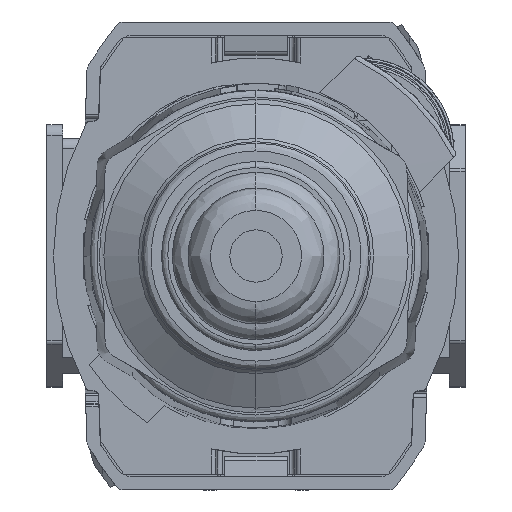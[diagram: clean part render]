
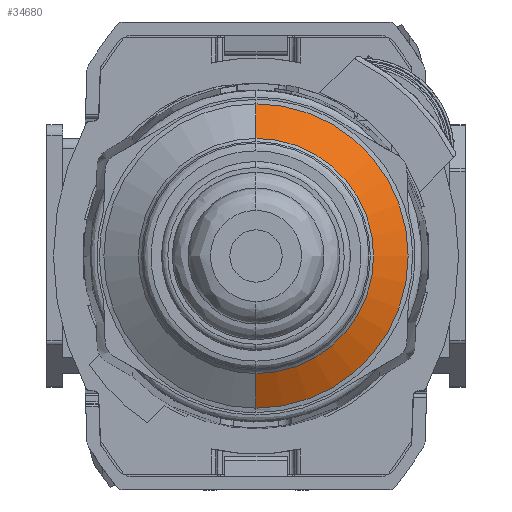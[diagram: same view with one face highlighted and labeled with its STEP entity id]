
A CAD part, front view. The second image highlights one B-rep face of the part: STEP entity #34680.
In plain terms, the highlighted conical face has half-angle 60 degrees and reference radius 16.907 mm.
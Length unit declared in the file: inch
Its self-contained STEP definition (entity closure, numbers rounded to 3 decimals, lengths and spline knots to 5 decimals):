
#474 = DIRECTION ( 'NONE',  ( 0., 1., 0. ) ) ;
#1095 = DIRECTION ( 'NONE',  ( 0., 0., -1. ) ) ;
#2157 = AXIS2_PLACEMENT_3D ( 'NONE', #23737, #474, #9727 ) ;
#3319 = ORIENTED_EDGE ( 'NONE', *, *, #25455, .T. ) ;
#5317 = CARTESIAN_POINT ( 'NONE',  ( 0., -3.78452, 0.51452 ) ) ;
#5835 = CIRCLE ( 'NONE', #33107, 0.51452 ) ;
#7617 = DIRECTION ( 'NONE',  ( 0., 0.5, -0.866 ) ) ;
#8665 = CARTESIAN_POINT ( 'NONE',  ( 0., -3.69728, 0.66563 ) ) ;
#8771 = CONICAL_SURFACE ( 'NONE', #2157, 0.66563, 1.047 ) ;
#8944 = CARTESIAN_POINT ( 'NONE',  ( 0., -3.78452, 0. ) ) ;
#9138 = DIRECTION ( 'NONE',  ( 0., 0., 1. ) ) ;
#9417 = LINE ( 'NONE', #8665, #10245 ) ;
#9727 = DIRECTION ( 'NONE',  ( 0., 0., 1. ) ) ;
#9976 = DIRECTION ( 'NONE',  ( 0., -1., 0. ) ) ;
#10050 = ORIENTED_EDGE ( 'NONE', *, *, #17895, .T. ) ;
#10245 = VECTOR ( 'NONE', #23072, 39.37008 ) ;
#10287 = CARTESIAN_POINT ( 'NONE',  ( 0., -3.69728, -0.66563 ) ) ;
#10871 = CARTESIAN_POINT ( 'NONE',  ( 0., -3.69728, 0.66563 ) ) ;
#11315 = ORIENTED_EDGE ( 'NONE', *, *, #24356, .F. ) ;
#12772 = CARTESIAN_POINT ( 'NONE',  ( 0., -3.69728, -0.66563 ) ) ;
#13789 = VERTEX_POINT ( 'NONE', #10871 ) ;
#16543 = VERTEX_POINT ( 'NONE', #28983 ) ;
#16922 = VERTEX_POINT ( 'NONE', #12772 ) ;
#17895 = EDGE_CURVE ( 'NONE', #16922, #13789, #36388, .T. ) ;
#20008 = AXIS2_PLACEMENT_3D ( 'NONE', #27034, #9976, #1095 ) ;
#20497 = DIRECTION ( 'NONE',  ( 0., 1., 0. ) ) ;
#21327 = EDGE_LOOP ( 'NONE', ( #33324, #3319, #10050, #11315 ) ) ;
#23072 = DIRECTION ( 'NONE',  ( 0., 0.5, 0.866 ) ) ;
#23737 = CARTESIAN_POINT ( 'NONE',  ( 0., -3.69728, 0. ) ) ;
#23748 = VERTEX_POINT ( 'NONE', #5317 ) ;
#24356 = EDGE_CURVE ( 'NONE', #23748, #13789, #9417, .T. ) ;
#24671 = LINE ( 'NONE', #10287, #35714 ) ;
#25455 = EDGE_CURVE ( 'NONE', #16543, #16922, #24671, .T. ) ;
#27034 = CARTESIAN_POINT ( 'NONE',  ( 0., -3.69728, 0. ) ) ;
#28983 = CARTESIAN_POINT ( 'NONE',  ( 0., -3.78452, -0.51452 ) ) ;
#32290 = FACE_OUTER_BOUND ( 'NONE', #21327, .T. ) ;
#33107 = AXIS2_PLACEMENT_3D ( 'NONE', #8944, #20497, #9138 ) ;
#33324 = ORIENTED_EDGE ( 'NONE', *, *, #36807, .T. ) ;
#34680 = ADVANCED_FACE ( 'NONE', ( #32290 ), #8771, .T. ) ;
#35714 = VECTOR ( 'NONE', #7617, 39.37008 ) ;
#36388 = CIRCLE ( 'NONE', #20008, 0.66563 ) ;
#36807 = EDGE_CURVE ( 'NONE', #23748, #16543, #5835, .T. ) ;
